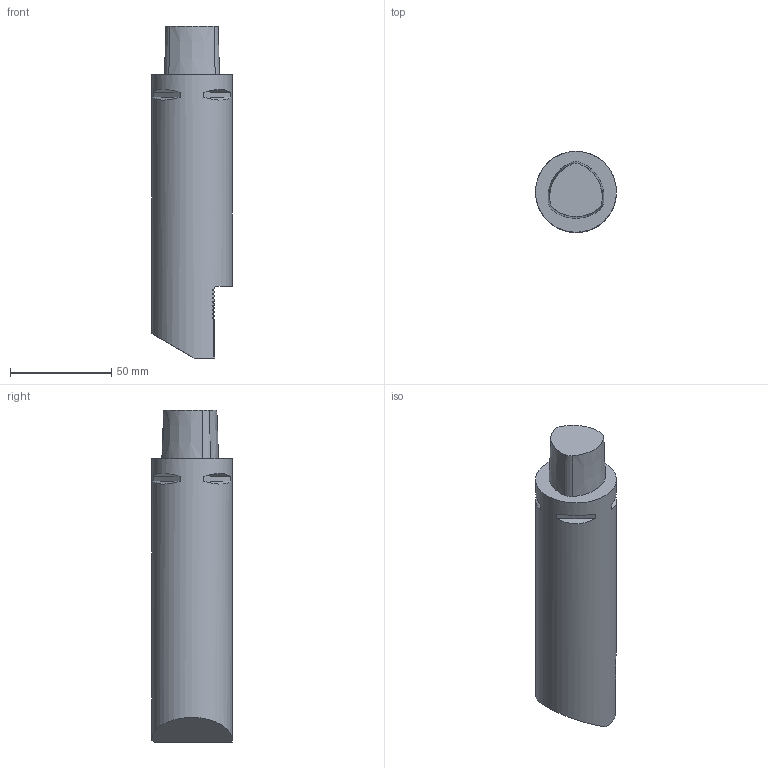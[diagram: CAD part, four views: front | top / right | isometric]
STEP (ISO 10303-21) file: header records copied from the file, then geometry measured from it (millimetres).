
FILE_DESCRIPTION(/* description */ (''),/* implementation_level */ '2;1');
FILE_NAME(/* name */ 'C4-FL-11140-V21.stp',/* time_stamp */ '2018-04-11T16:02:43+06:00',/* author */ (''),/* organization */ (''),/* preprocessor_version */ 'ST-DEVELOPER v16',/* originating_system */ 'SIEMENS PLM Software NX 11.0',/* authorisation */ '');
FILE_SCHEMA (('AUTOMOTIVE_DESIGN { 1 0 10303 214 3 1 1 1 }'));
Length unit declared in the file: millimetre
Products named in the file (1): inpu16D2isxz
Bounding box: 40 x 40 x 164 mm (x, y, z)
Volume: 175871.9 mm3; surface area: 23132 mm2
Topology: 2 solids, 2 shells, 345 faces, 966 edges, 648 vertices
Faces by surface type: plane 228, cone 78, cylinder 39
Full cylindrical faces by diameter (mm): 40 x1
Entity records: 11425 total; most frequent: CARTESIAN_POINT 2785, ORIENTED_EDGE 1928, DIRECTION 1555, EDGE_CURVE 964, VERTEX_POINT 647, LINE 631, VECTOR 631, AXIS2_PLACEMENT_3D 462
